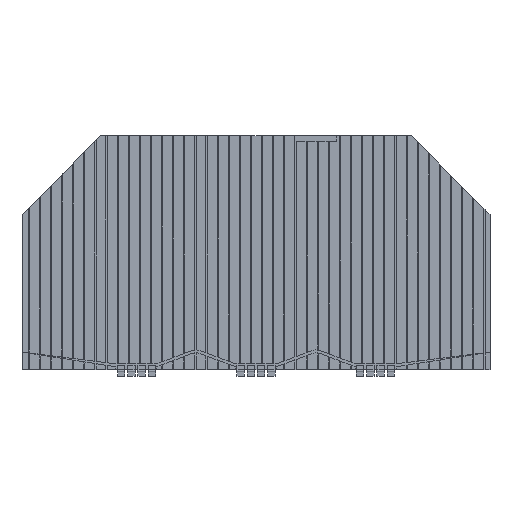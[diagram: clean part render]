
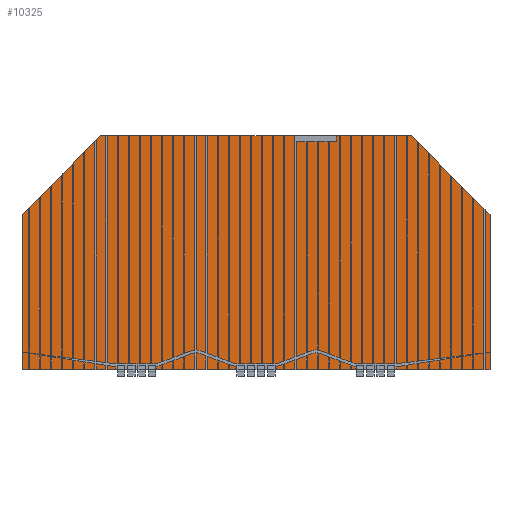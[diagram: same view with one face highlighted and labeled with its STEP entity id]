
A CAD part, top view. The second image highlights one B-rep face of the part: STEP entity #10325.
In plain terms, the highlighted planar face has unit normal (0, 0, 1).
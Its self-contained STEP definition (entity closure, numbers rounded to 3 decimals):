
#294=FACE_OUTER_BOUND($,#837,.T.);
#837=EDGE_LOOP($,(#6766,#6767,#6768,#6769,#6770,#6771));
#1380=LINE($,#14427,#2768);
#1384=LINE($,#14435,#2772);
#1387=LINE($,#14441,#2775);
#1390=LINE($,#14447,#2778);
#1393=LINE($,#14453,#2781);
#1396=LINE($,#14458,#2784);
#2768=VECTOR($,#11609,26.5);
#2772=VECTOR($,#11615,19.092);
#2775=VECTOR($,#11620,53.);
#2778=VECTOR($,#11625,19.092);
#2781=VECTOR($,#11630,26.5);
#2784=VECTOR($,#11635,80.);
#4156=VERTEX_POINT($,#14425);
#4157=VERTEX_POINT($,#14426);
#4160=VERTEX_POINT($,#14434);
#4162=VERTEX_POINT($,#14440);
#4164=VERTEX_POINT($,#14446);
#4166=VERTEX_POINT($,#14452);
#5188=EDGE_CURVE($,#4156,#4157,#1380,.T.);
#5192=EDGE_CURVE($,#4157,#4160,#1384,.T.);
#5195=EDGE_CURVE($,#4160,#4162,#1387,.T.);
#5198=EDGE_CURVE($,#4162,#4164,#1390,.T.);
#5201=EDGE_CURVE($,#4164,#4166,#1393,.T.);
#5204=EDGE_CURVE($,#4166,#4156,#1396,.T.);
#6766=ORIENTED_EDGE($,*,*,#5188,.F.);
#6767=ORIENTED_EDGE($,*,*,#5204,.F.);
#6768=ORIENTED_EDGE($,*,*,#5201,.F.);
#6769=ORIENTED_EDGE($,*,*,#5198,.F.);
#6770=ORIENTED_EDGE($,*,*,#5195,.F.);
#6771=ORIENTED_EDGE($,*,*,#5192,.F.);
#9839=PLANE($,#10898);
#10325=ADVANCED_FACE($,(#294),#9839,.T.);
#10898=AXIS2_PLACEMENT_3D($,#14461,#11639,#11640);
#11609=DIRECTION($,(0.,1.,0.));
#11615=DIRECTION($,(0.707,0.707,0.));
#11620=DIRECTION($,(1.,0.,0.));
#11625=DIRECTION($,(0.707,-0.707,0.));
#11630=DIRECTION($,(0.,-1.,0.));
#11635=DIRECTION($,(-1.,0.,0.));
#11639=DIRECTION('center_axis',(0.,0.,1.));
#11640=DIRECTION('ref_axis',(1.,0.,0.));
#14425=CARTESIAN_POINT('',(-20.,-23.797,0.15));
#14426=CARTESIAN_POINT('',(-20.,2.703,0.15));
#14427=CARTESIAN_POINT($,(-20.,2.703,0.15));
#14434=CARTESIAN_POINT('',(-6.5,16.203,0.15));
#14435=CARTESIAN_POINT($,(-6.5,16.203,0.15));
#14440=CARTESIAN_POINT('',(46.5,16.203,0.15));
#14441=CARTESIAN_POINT($,(46.5,16.203,0.15));
#14446=CARTESIAN_POINT('',(60.,2.703,0.15));
#14447=CARTESIAN_POINT($,(60.,2.703,0.15));
#14452=CARTESIAN_POINT('',(60.,-23.797,0.15));
#14453=CARTESIAN_POINT($,(60.,-23.797,0.15));
#14458=CARTESIAN_POINT($,(-20.,-23.797,0.15));
#14461=CARTESIAN_POINT('Origin',(20.,-5.545,0.15));
